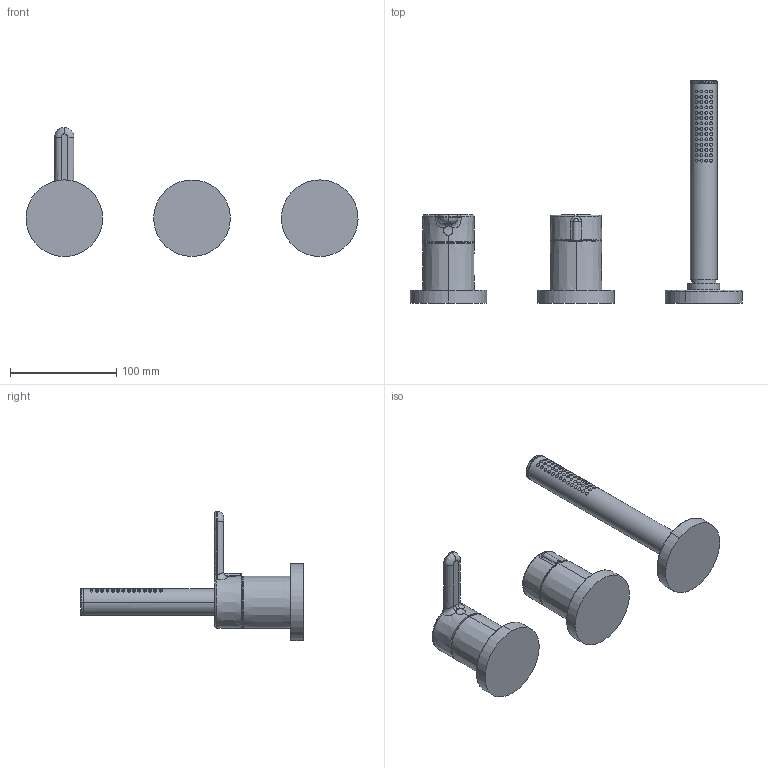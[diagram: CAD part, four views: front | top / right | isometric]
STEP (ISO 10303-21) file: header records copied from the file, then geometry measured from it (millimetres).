
FILE_DESCRIPTION (( 'STEP AP203' ), '1' );
FILE_NAME ('53259063(2024).STEP', '2023-11-08T05:35:10', ( '' ), ( '' ), 'SwSTEP 2.0', 'SolidWorks 2016', '' );
FILE_SCHEMA (( 'CONFIG_CONTROL_DESIGN' ));
Length unit declared in the file: millimetre
Products named in the file (1): 53259063(2024)
Bounding box: 311.99 x 208.86 x 121.25 mm (x, y, z)
Volume: 546975.7 mm3; surface area: 94558.2 mm2
Topology: 10 solids, 10 shells, 172 faces, 356 edges, 262 vertices
Faces by surface type: bspline 113, plane 23, cylinder 19, torus 8, cone 7, sphere 2
Entity records: 16160 total; most frequent: CARTESIAN_POINT 13016, ORIENTED_EDGE 710, DIRECTION 391, EDGE_CURVE 355, VERTEX_POINT 262, EDGE_LOOP 231, B_SPLINE_CURVE_WITH_KNOTS 187, AXIS2_PLACEMENT_3D 177
